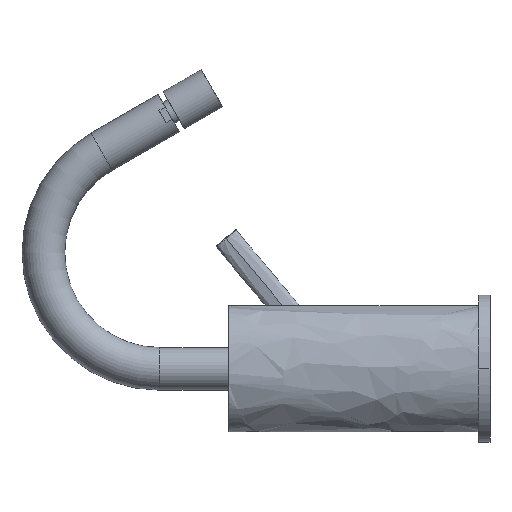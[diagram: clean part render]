
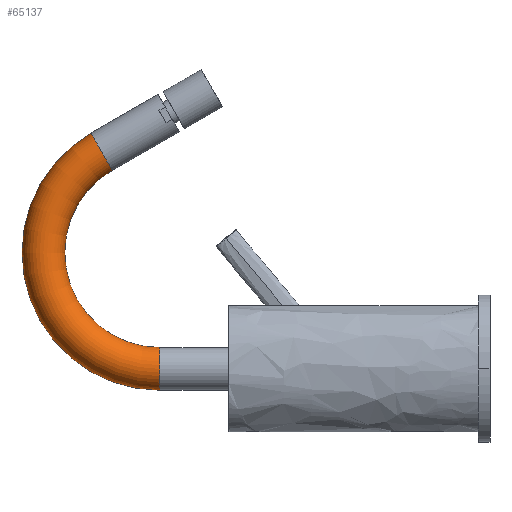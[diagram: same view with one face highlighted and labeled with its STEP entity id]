
A CAD part, left-side view. The second image highlights one B-rep face of the part: STEP entity #65137.
In plain terms, the highlighted toroidal (fillet/blend) face has major radius 49 mm and minor radius 9 mm.
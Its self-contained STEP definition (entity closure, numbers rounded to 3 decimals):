
#53486=CARTESIAN_POINT('',(0.,158.595,91.435));
#53487=DIRECTION('',(0.,-0.866,0.5));
#53488=DIRECTION('',(0.,0.5,0.866));
#53489=AXIS2_PLACEMENT_3D('',#53486,#53487,#53488);
#53528=CARTESIAN_POINT('',(0.,134.095,49.));
#53529=DIRECTION('',(1.,0.,0.));
#53530=DIRECTION('',(0.,0.,-1.));
#53531=AXIS2_PLACEMENT_3D('',#53528,#53529,#53530);
#54443=CARTESIAN_POINT('',(0.,134.095,0.));
#54444=DIRECTION('',(0.,1.,0.));
#54445=DIRECTION('',(0.,0.,-1.));
#54446=AXIS2_PLACEMENT_3D('',#54443,#54444,#54445);
#54448=CARTESIAN_POINT('',(0.,134.095,49.));
#54449=DIRECTION('',(1.,0.,0.));
#54450=DIRECTION('',(0.,0.,-1.));
#54451=AXIS2_PLACEMENT_3D('',#54448,#54449,#54450);
#60033=CARTESIAN_POINT('',(0.,134.095,9.));
#60034=CARTESIAN_POINT('',(0.,134.095,-9.));
#60035=VERTEX_POINT('',#60033);
#60036=VERTEX_POINT('',#60034);
#60041=CARTESIAN_POINT('',(0.,154.095,83.641));
#60042=CARTESIAN_POINT('',(0.,163.095,99.229));
#60043=VERTEX_POINT('',#60041);
#60044=VERTEX_POINT('',#60042);
#65126=CARTESIAN_POINT('',(0.,134.095,49.));
#65127=DIRECTION('',(1.,0.,0.));
#65128=DIRECTION('',(0.,0.,1.));
#65129=AXIS2_PLACEMENT_3D('',#65126,#65127,#65128);
#65130=TOROIDAL_SURFACE('',#65129,49.,9.);
#65131=ORIENTED_EDGE('',*,*,#65113,.F.);
#65132=ORIENTED_EDGE('',*,*,#63362,.T.);
#65133=ORIENTED_EDGE('',*,*,#63276,.T.);
#65134=ORIENTED_EDGE('',*,*,#63359,.F.);
#65135=EDGE_LOOP('',(#65131,#65132,#65133,#65134));
#65136=FACE_OUTER_BOUND('',#65135,.F.);
#65137=ADVANCED_FACE('',(#65136),#65130,.T.);
#53490=CIRCLE('',#53489,9.);
#53532=CIRCLE('',#53531,40.);
#54447=CIRCLE('',#54446,9.);
#54452=CIRCLE('',#54451,58.);
#63276=EDGE_CURVE('',#60044,#60043,#53490,.T.);
#63359=EDGE_CURVE('',#60035,#60043,#53532,.T.);
#63362=EDGE_CURVE('',#60036,#60044,#54452,.T.);
#65113=EDGE_CURVE('',#60036,#60035,#54447,.T.);
